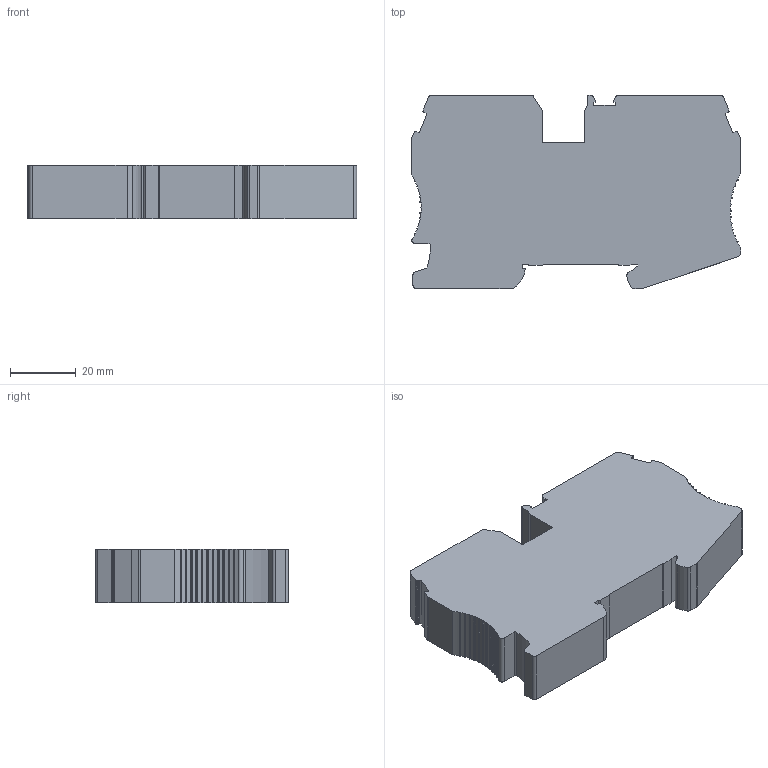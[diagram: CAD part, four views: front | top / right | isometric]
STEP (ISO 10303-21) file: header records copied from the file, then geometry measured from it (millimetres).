
FILE_DESCRIPTION((''),'2;1');
FILE_NAME('UJ5-35JD','2021-11-18T',('Administrator'),(''),'PRO/ENGINEER BY PARAMETRIC TECHNOLOGY CORPORATION, 2013230','PRO/ENGINEER BY PARAMETRIC TECHNOLOGY CORPORATION, 2013230','');
FILE_SCHEMA(('AUTOMOTIVE_DESIGN { 1 0 10303 214 1 1 1 1 }'));
Length unit declared in the file: millimetre
Products named in the file (1): UJ5-35JD
Bounding box: 100 x 58.6 x 16.2 mm (x, y, z)
Volume: 76350.3 mm3; surface area: 18137.7 mm2
Topology: 1 solids, 1 shells, 259 faces, 813 edges, 562 vertices
Faces by surface type: plane 165, cylinder 94
Entity records: 9250 total; most frequent: CARTESIAN_POINT 1706, ORIENTED_EDGE 1626, DIRECTION 1549, EDGE_CURVE 813, VERTEX_POINT 562, VECTOR 559, LINE 559, AXIS2_PLACEMENT_3D 495
